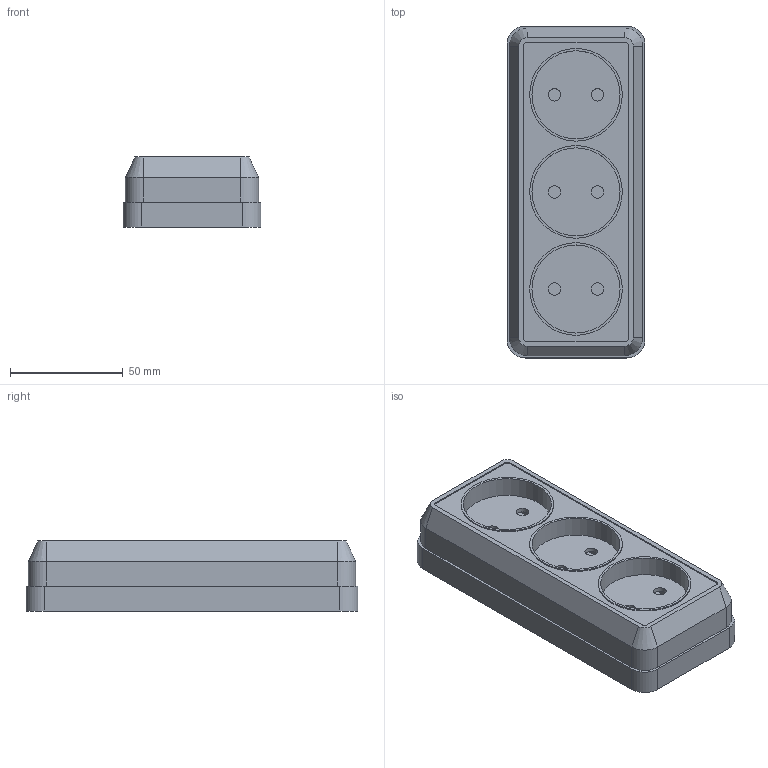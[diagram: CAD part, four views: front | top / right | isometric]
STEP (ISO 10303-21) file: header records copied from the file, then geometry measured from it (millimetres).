
FILE_DESCRIPTION (( 'STEP AP203' ), '1' );
FILE_NAME ('ERO30-K01-10-DC ÐÑ23-2-ÎÁ Ðîçåòêà 3ìåñòí. áåç çê 10À îòêð.óñò. ÎÊÒÀÂÀ (áåëûé).STEP', '2016-12-07T10:54:48', ( '' ), ( '' ), 'SwSTEP 2.0', 'SolidWorks 2014', '' );
FILE_SCHEMA (( 'CONFIG_CONTROL_DESIGN' ));
Length unit declared in the file: millimetre
Products named in the file (1): ERO30-K01-10-DC ÐÑ23-2-ÎÁ Ðîçåòêà 3ìåñòí. áåç çê 10À îòêð.óñò. ÎÊÒÀÂÀ (áåëûé)
Bounding box: 61 x 147 x 31 mm (x, y, z)
Volume: 58549 mm3; surface area: 61243.8 mm2
Topology: 1 solids, 1 shells, 105 faces, 257 edges, 168 vertices
Faces by surface type: plane 52, cylinder 45, cone 8
Full cylindrical faces by diameter (mm): 4.5 x2, 5.5 x6, 39 x3, 41 x3, 42.8 x3
Entity records: 3091 total; most frequent: DIRECTION 544, CARTESIAN_POINT 502, ORIENTED_EDGE 468, EDGE_CURVE 234, AXIS2_PLACEMENT_3D 204, VERTEX_POINT 162, EDGE_LOOP 158, LINE 136
